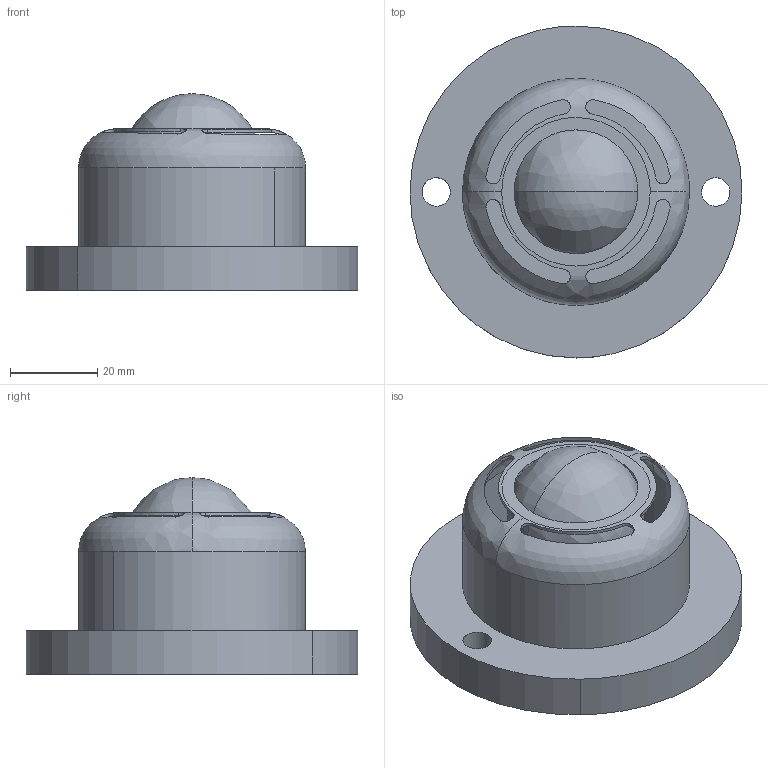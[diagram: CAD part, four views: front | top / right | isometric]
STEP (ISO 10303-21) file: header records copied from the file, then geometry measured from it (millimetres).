
FILE_DESCRIPTION((''),'2;1');
FILE_NAME('','2009-01-19T13:45:27',(''),(''),'','CADfix','');
FILE_SCHEMA(('AUTOMOTIVE_DESIGN { 1 0 10303 214 1 1 1 1 }'));
Length unit declared in the file: millimetre
Bounding box: 76 x 76 x 45 mm (x, y, z)
Volume: 62293.1 mm3; surface area: 25488.3 mm2
Topology: 2 solids, 2 shells, 59 faces, 231 edges, 183 vertices
Faces by surface type: bspline 59
Entity records: 4794 total; most frequent: CARTESIAN_POINT 3425, ORIENTED_EDGE 462, EDGE_CURVE 231, VERTEX_POINT 183, B_SPLINE_CURVE_WITH_KNOTS 179, EDGE_LOOP 78, FACE_OUTER_BOUND 59, ADVANCED_FACE 59
